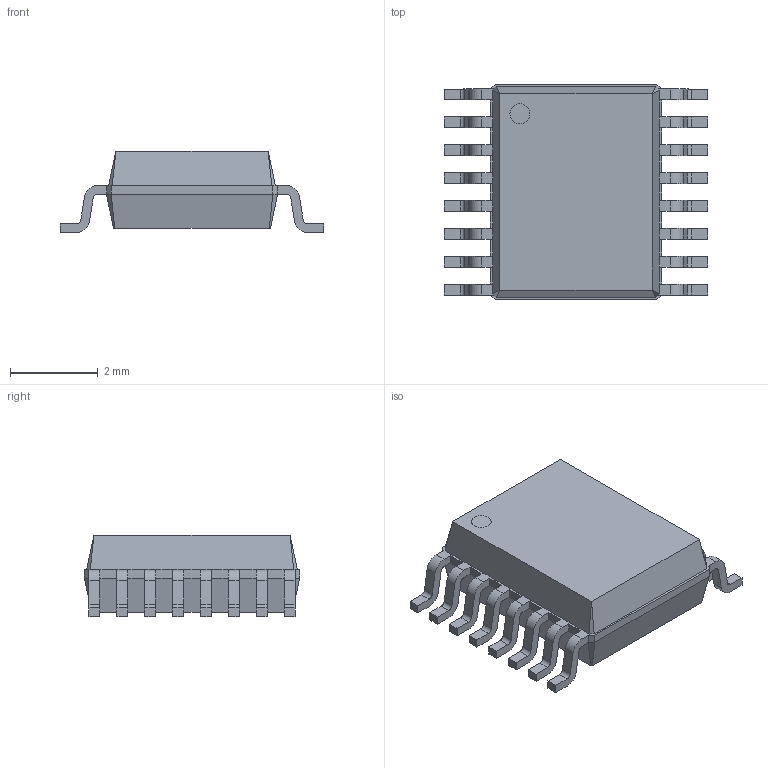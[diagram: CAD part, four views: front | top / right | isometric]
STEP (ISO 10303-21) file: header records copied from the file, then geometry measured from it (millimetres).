
FILE_DESCRIPTION(/* description */ ('model of SSOP-16_3.9x4.9mm_P0.635mm'),/* implementation_level */ '2;1');
FILE_NAME(/* name */ 'SSOP-16_3.9x4.9mm_P0.635mm.step',/* time_stamp */ '1970-01-01T00:00:00',/* author */ ('KiCAD','kicad'),/* organization */ ('OCCT'),/* preprocessor_version */ '',/* originating_system */ 'KiCAD',/* authorisation */ '');
FILE_SCHEMA(('AUTOMOTIVE_DESIGN { 1 0 10303 214 1 1 1 1 }'));
Length unit declared in the file: millimetre
Products named in the file (1): SSOP-16_3.9x4.9mm_P0.635mm
Bounding box: 6 x 4.9 x 1.85 mm (x, y, z)
Volume: 31.9 mm3; surface area: 86.6 mm2
Topology: 1 solids, 1 shells, 263 faces, 713 edges, 453 vertices
Faces by surface type: plane 183, cylinder 64, bspline 16
Entity records: 5321 total; most frequent: ORIENTED_EDGE 1217, EDGE_CURVE 713, CARTESIAN_POINT 620, LINE 456, VERTEX_POINT 453, AXIS2_PLACEMENT_3D 317, FACE_BOUND 264, ADVANCED_FACE 263
